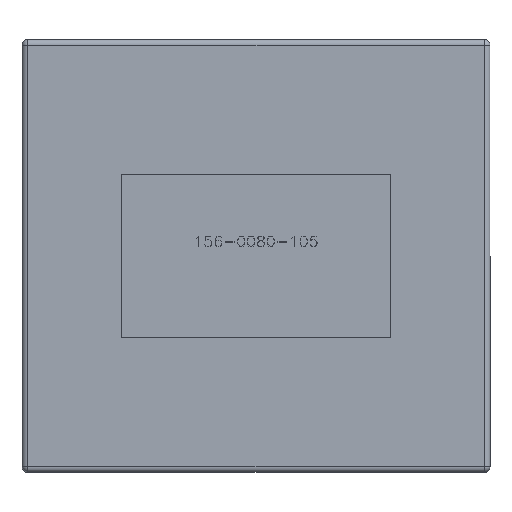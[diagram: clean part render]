
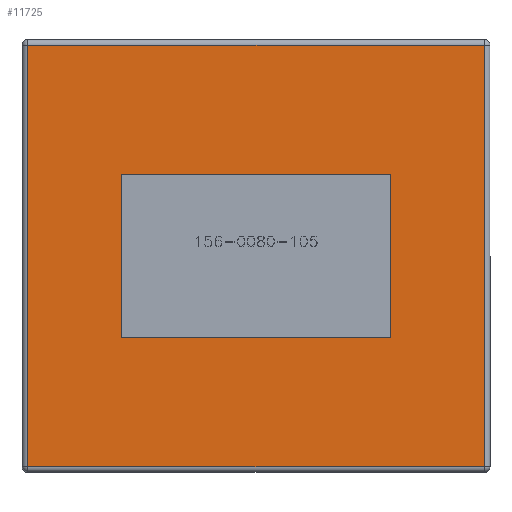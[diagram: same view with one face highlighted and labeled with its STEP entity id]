
A CAD part, front view. The second image highlights one B-rep face of the part: STEP entity #11725.
In plain terms, the highlighted planar face has unit normal (0, -1, 0).
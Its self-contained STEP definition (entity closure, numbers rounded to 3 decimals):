
#11037=CARTESIAN_POINT('',(-46.,0.0,-28.015));
#11038=VERTEX_POINT('',#11037);
#11039=CARTESIAN_POINT('',(-46.,0.0,28.015));
#11040=VERTEX_POINT('',#11039);
#11041=CARTESIAN_POINT('',(-46.,0.0,-28.015));
#11042=DIRECTION('',(0.0,0.0,1.0));
#11043=VECTOR('',#11042,56.03);
#11044=LINE('',#11041,#11043);
#11045=EDGE_CURVE('',#11038,#11040,#11044,.T.);
#11070=CARTESIAN_POINT('',(46.,0.0,-28.015));
#11071=VERTEX_POINT('',#11070);
#11072=CARTESIAN_POINT('',(46.,0.0,-28.015));
#11073=DIRECTION('',(-1.0,0.0,0.0));
#11074=VECTOR('',#11073,92.0);
#11075=LINE('',#11072,#11074);
#11076=EDGE_CURVE('',#11071,#11038,#11075,.T.);
#11092=CARTESIAN_POINT('',(46.,0.0,28.015));
#11093=VERTEX_POINT('',#11092);
#11094=CARTESIAN_POINT('',(46.,0.0,28.015));
#11095=DIRECTION('',(0.0,0.0,-1.0));
#11096=VECTOR('',#11095,56.03);
#11097=LINE('',#11094,#11096);
#11098=EDGE_CURVE('',#11093,#11071,#11097,.T.);
#11118=CARTESIAN_POINT('',(-46.,0.0,28.015));
#11119=DIRECTION('',(1.0,0.0,0.0));
#11120=VECTOR('',#11119,92.0);
#11121=LINE('',#11118,#11120);
#11122=EDGE_CURVE('',#11040,#11093,#11121,.T.);
#11229=CARTESIAN_POINT('',(78.0,0.0,-72.0));
#11230=VERTEX_POINT('',#11229);
#11343=CARTESIAN_POINT('',(78.,0.0,72.0));
#11344=VERTEX_POINT('',#11343);
#11369=CARTESIAN_POINT('',(-78.,0.0,-72.0));
#11370=VERTEX_POINT('',#11369);
#11413=CARTESIAN_POINT('',(-78.0,0.0,72.0));
#11414=VERTEX_POINT('',#11413);
#11438=CARTESIAN_POINT('',(-78.,0.0,-72.0));
#11439=DIRECTION('',(0.0,0.0,1.0));
#11440=VECTOR('',#11439,144.0);
#11441=LINE('',#11438,#11440);
#11442=EDGE_CURVE('',#11370,#11414,#11441,.T.);
#11460=CARTESIAN_POINT('',(-78.0,0.0,72.0));
#11461=DIRECTION('',(1.0,0.0,0.0));
#11462=VECTOR('',#11461,156.0);
#11463=LINE('',#11460,#11462);
#11464=EDGE_CURVE('',#11414,#11344,#11463,.T.);
#11526=CARTESIAN_POINT('',(78.0,0.0,-72.0));
#11527=DIRECTION('',(-1.0,0.0,0.0));
#11528=VECTOR('',#11527,156.0);
#11529=LINE('',#11526,#11528);
#11530=EDGE_CURVE('',#11230,#11370,#11529,.T.);
#11548=CARTESIAN_POINT('',(78.,0.0,72.0));
#11549=DIRECTION('',(0.0,0.0,-1.0));
#11550=VECTOR('',#11549,144.0);
#11551=LINE('',#11548,#11550);
#11552=EDGE_CURVE('',#11344,#11230,#11551,.T.);
#11708=CARTESIAN_POINT('',(0.,0.0,0.));
#11709=DIRECTION('',(0.0,1.0,0.0));
#11710=DIRECTION('',(0.0,0.0,1.0));
#11711=AXIS2_PLACEMENT_3D('',#11708,#11709,#11710);
#11712=PLANE('',#11711);
#11713=ORIENTED_EDGE('',*,*,#11442,.F.);
#11714=ORIENTED_EDGE('',*,*,#11530,.F.);
#11715=ORIENTED_EDGE('',*,*,#11552,.F.);
#11716=ORIENTED_EDGE('',*,*,#11464,.F.);
#11717=EDGE_LOOP('',(#11713,#11714,#11715,#11716));
#11718=FACE_OUTER_BOUND('',#11717,.T.);
#11719=ORIENTED_EDGE('',*,*,#11045,.T.);
#11720=ORIENTED_EDGE('',*,*,#11122,.T.);
#11721=ORIENTED_EDGE('',*,*,#11098,.T.);
#11722=ORIENTED_EDGE('',*,*,#11076,.T.);
#11723=EDGE_LOOP('',(#11719,#11720,#11721,#11722));
#11724=FACE_BOUND('',#11723,.T.);
#11725=ADVANCED_FACE('',(#11718,#11724),#11712,.F.);
